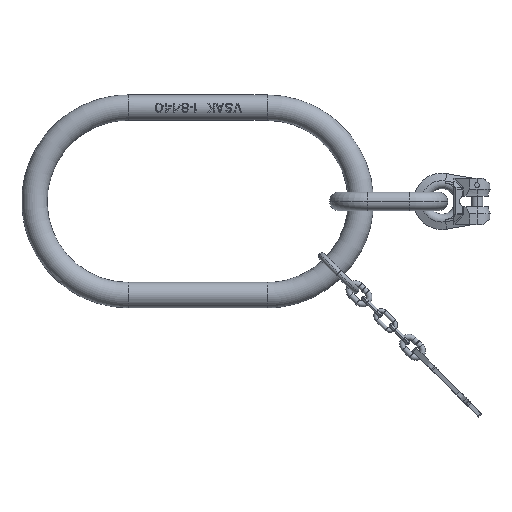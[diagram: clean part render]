
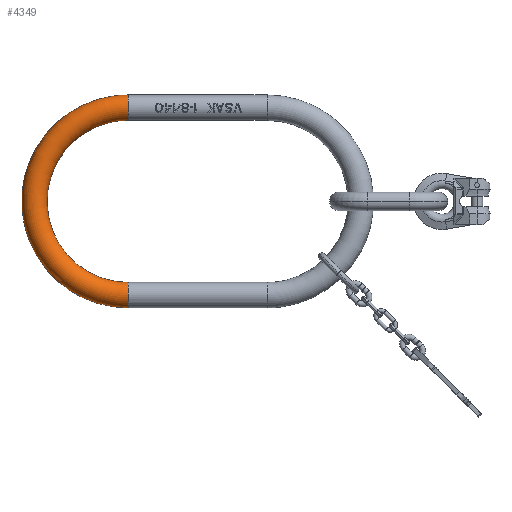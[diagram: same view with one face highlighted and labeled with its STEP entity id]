
A CAD part, top view. The second image highlights one B-rep face of the part: STEP entity #4349.
In plain terms, the highlighted toroidal (fillet/blend) face has major radius 81 mm and minor radius 11 mm.
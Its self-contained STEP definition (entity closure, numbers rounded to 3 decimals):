
#109=CARTESIAN_POINT('',(70.,-81.,0.));
#110=DIRECTION('',(-1.,0.,0.));
#111=DIRECTION('',(0.,-1.,0.));
#112=AXIS2_PLACEMENT_3D('',#109,#110,#111);
#114=CARTESIAN_POINT('',(70.,-92.,0.));
#115=CARTESIAN_POINT('',(67.465,-92.,0.));
#116=CARTESIAN_POINT('',(62.394,-91.79,0.));
#117=CARTESIAN_POINT('',(54.84,-90.849,0.));
#118=CARTESIAN_POINT('',(47.39,-89.286,0.));
#119=CARTESIAN_POINT('',(40.094,-87.114,0.));
#120=CARTESIAN_POINT('',(33.002,-84.347,0.));
#121=CARTESIAN_POINT('',(26.163,-81.004,0.));
#122=CARTESIAN_POINT('',(19.623,-77.107,0.));
#123=CARTESIAN_POINT('',(13.428,-72.684,0.));
#124=CARTESIAN_POINT('',(7.619,-67.764,0.));
#125=CARTESIAN_POINT('',(2.236,-62.381,0.));
#126=CARTESIAN_POINT('',(-2.684,-56.572,0.));
#127=CARTESIAN_POINT('',(-7.107,-50.377,0.));
#128=CARTESIAN_POINT('',(-11.004,-43.837,0.));
#129=CARTESIAN_POINT('',(-14.347,-36.998,0.));
#130=CARTESIAN_POINT('',(-17.114,-29.906,0.));
#131=CARTESIAN_POINT('',(-19.286,-22.61,0.));
#132=CARTESIAN_POINT('',(-20.849,-15.16,0.));
#133=CARTESIAN_POINT('',(-21.79,-7.606,0.));
#134=CARTESIAN_POINT('',(-22.105,0.,0.));
#135=CARTESIAN_POINT('',(-21.79,7.606,0.));
#136=CARTESIAN_POINT('',(-20.849,15.16,0.));
#137=CARTESIAN_POINT('',(-19.286,22.61,0.));
#138=CARTESIAN_POINT('',(-17.114,29.906,0.));
#139=CARTESIAN_POINT('',(-14.347,36.998,0.));
#140=CARTESIAN_POINT('',(-11.004,43.837,0.));
#141=CARTESIAN_POINT('',(-7.107,50.377,0.));
#142=CARTESIAN_POINT('',(-2.684,56.572,0.));
#143=CARTESIAN_POINT('',(2.236,62.381,0.));
#144=CARTESIAN_POINT('',(7.619,67.764,0.));
#145=CARTESIAN_POINT('',(13.428,72.684,0.));
#146=CARTESIAN_POINT('',(19.623,77.107,0.));
#147=CARTESIAN_POINT('',(26.163,81.004,0.));
#148=CARTESIAN_POINT('',(33.002,84.347,0.));
#149=CARTESIAN_POINT('',(40.094,87.114,0.));
#150=CARTESIAN_POINT('',(47.39,89.286,0.));
#151=CARTESIAN_POINT('',(54.84,90.849,0.));
#152=CARTESIAN_POINT('',(62.394,91.79,0.));
#153=CARTESIAN_POINT('',(67.465,92.,0.));
#154=CARTESIAN_POINT('',(70.,92.,0.));
#156=CARTESIAN_POINT('',(70.,81.,0.));
#157=DIRECTION('',(1.,0.,0.));
#158=DIRECTION('',(0.,1.,0.));
#159=AXIS2_PLACEMENT_3D('',#156,#157,#158);
#3135=CARTESIAN_POINT('',(70.,-70.,0.));
#3136=CARTESIAN_POINT('',(67.964,-70.,0.));
#3137=CARTESIAN_POINT('',(63.891,-69.822,0.));
#3138=CARTESIAN_POINT('',(57.829,-69.024,0.));
#3139=CARTESIAN_POINT('',(51.86,-67.701,0.));
#3140=CARTESIAN_POINT('',(46.028,-65.862,0.));
#3141=CARTESIAN_POINT('',(40.379,-63.522,0.));
#3142=CARTESIAN_POINT('',(34.956,-60.699,0.));
#3143=CARTESIAN_POINT('',(29.799,-57.413,0.));
#3144=CARTESIAN_POINT('',(24.948,-53.691,0.));
#3145=CARTESIAN_POINT('',(20.44,-49.56,0.));
#3146=CARTESIAN_POINT('',(16.309,-45.052,0.));
#3147=CARTESIAN_POINT('',(12.587,-40.201,0.));
#3148=CARTESIAN_POINT('',(9.301,-35.044,0.));
#3149=CARTESIAN_POINT('',(6.478,-29.621,0.));
#3150=CARTESIAN_POINT('',(4.138,-23.972,0.));
#3151=CARTESIAN_POINT('',(2.299,-18.14,0.));
#3152=CARTESIAN_POINT('',(0.976,-12.171,0.));
#3153=CARTESIAN_POINT('',(0.178,-6.109,0.));
#3154=CARTESIAN_POINT('',(-0.089,0.,0.));
#3155=CARTESIAN_POINT('',(0.178,6.109,0.));
#3156=CARTESIAN_POINT('',(0.976,12.171,0.));
#3157=CARTESIAN_POINT('',(2.299,18.14,0.));
#3158=CARTESIAN_POINT('',(4.138,23.972,0.));
#3159=CARTESIAN_POINT('',(6.478,29.621,0.));
#3160=CARTESIAN_POINT('',(9.301,35.044,0.));
#3161=CARTESIAN_POINT('',(12.587,40.201,0.));
#3162=CARTESIAN_POINT('',(16.309,45.052,0.));
#3163=CARTESIAN_POINT('',(20.44,49.56,0.));
#3164=CARTESIAN_POINT('',(24.948,53.691,0.));
#3165=CARTESIAN_POINT('',(29.799,57.413,0.));
#3166=CARTESIAN_POINT('',(34.956,60.699,0.));
#3167=CARTESIAN_POINT('',(40.379,63.522,0.));
#3168=CARTESIAN_POINT('',(46.028,65.862,0.));
#3169=CARTESIAN_POINT('',(51.86,67.701,0.));
#3170=CARTESIAN_POINT('',(57.829,69.024,0.));
#3171=CARTESIAN_POINT('',(63.891,69.822,0.));
#3172=CARTESIAN_POINT('',(67.964,70.,0.));
#3173=CARTESIAN_POINT('',(70.,70.,0.));
#3189=CARTESIAN_POINT('',(70.,92.,0.));
#3190=CARTESIAN_POINT('',(70.,70.,0.));
#3191=VERTEX_POINT('',#3189);
#3192=VERTEX_POINT('',#3190);
#3201=CARTESIAN_POINT('',(70.,-92.,0.));
#3202=CARTESIAN_POINT('',(70.,-70.,0.));
#3203=VERTEX_POINT('',#3201);
#3204=VERTEX_POINT('',#3202);
#4335=CARTESIAN_POINT('',(70.,0.,0.));
#4336=DIRECTION('',(0.,0.,-1.));
#4337=DIRECTION('',(0.,1.,0.));
#4338=AXIS2_PLACEMENT_3D('',#4335,#4336,#4337);
#4339=TOROIDAL_SURFACE('',#4338,81.,11.);
#4341=ORIENTED_EDGE('',*,*,#4340,.F.);
#4343=ORIENTED_EDGE('',*,*,#4342,.T.);
#4344=ORIENTED_EDGE('',*,*,#3954,.T.);
#4346=ORIENTED_EDGE('',*,*,#4345,.F.);
#4347=EDGE_LOOP('',(#4341,#4343,#4344,#4346));
#4348=FACE_OUTER_BOUND('',#4347,.F.);
#4349=ADVANCED_FACE('',(#4348),#4339,.T.);
#113=CIRCLE('',#112,11.);
#155=B_SPLINE_CURVE_WITH_KNOTS('',3,(#114,#115,#116,#117,#118,#119,#120,#121,
#122,#123,#124,#125,#126,#127,#128,#129,#130,#131,#132,#133,#134,#135,#136,#137,
#138,#139,#140,#141,#142,#143,#144,#145,#146,#147,#148,#149,#150,#151,#152,#153,
#154),.UNSPECIFIED.,.F.,.F.,(4,1,1,1,1,1,1,1,1,1,1,1,1,1,1,1,1,1,1,1,1,1,1,1,1,
1,1,1,1,1,1,1,1,1,1,1,1,1,4),(0.,0.026,0.053,
0.079,0.105,0.132,0.158,
0.184,0.211,0.237,0.263,
0.289,0.316,0.342,0.368,
0.395,0.421,0.447,0.474,0.5,
0.526,0.553,0.579,0.605,
0.632,0.658,0.684,0.711,
0.737,0.763,0.789,0.816,
0.842,0.868,0.895,0.921,
0.947,0.974,1.),.UNSPECIFIED.);
#160=CIRCLE('',#159,11.);
#3174=B_SPLINE_CURVE_WITH_KNOTS('',3,(#3135,#3136,#3137,#3138,#3139,#3140,#3141,
#3142,#3143,#3144,#3145,#3146,#3147,#3148,#3149,#3150,#3151,#3152,#3153,#3154,
#3155,#3156,#3157,#3158,#3159,#3160,#3161,#3162,#3163,#3164,#3165,#3166,#3167,
#3168,#3169,#3170,#3171,#3172,#3173),.UNSPECIFIED.,.F.,.F.,(4,1,1,1,1,1,1,1,1,1,
1,1,1,1,1,1,1,1,1,1,1,1,1,1,1,1,1,1,1,1,1,1,1,1,1,1,4),(0.,0.028,
0.056,0.083,0.111,0.139,
0.167,0.194,0.222,0.25,0.278,
0.306,0.333,0.361,0.389,
0.417,0.444,0.472,0.5,0.528,
0.556,0.583,0.611,0.639,
0.667,0.694,0.722,0.75,0.778,
0.806,0.833,0.861,0.889,
0.917,0.944,0.972,1.),.UNSPECIFIED.);
#3954=EDGE_CURVE('',#3191,#3192,#160,.T.);
#4340=EDGE_CURVE('',#3203,#3204,#113,.T.);
#4342=EDGE_CURVE('',#3203,#3191,#155,.T.);
#4345=EDGE_CURVE('',#3204,#3192,#3174,.T.);
